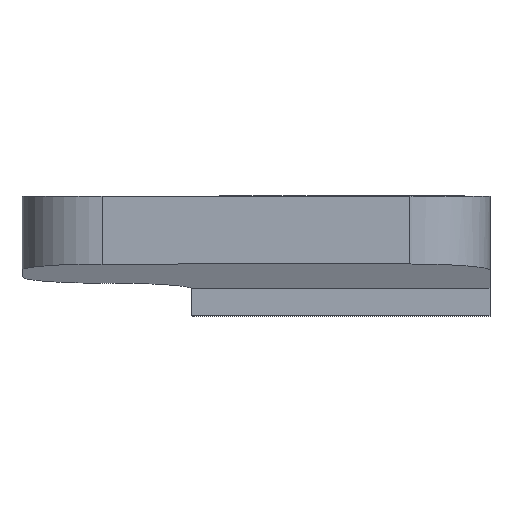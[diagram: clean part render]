
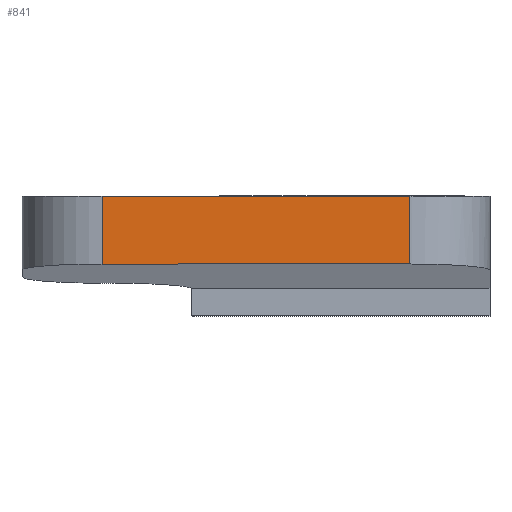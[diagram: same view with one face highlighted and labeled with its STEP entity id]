
A CAD part, front view. The second image highlights one B-rep face of the part: STEP entity #841.
In plain terms, the highlighted planar face has unit normal (0, -1, 0).
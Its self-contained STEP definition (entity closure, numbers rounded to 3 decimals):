
#213=CARTESIAN_POINT('Vertex',(1.7,14.2,-9.475)) ;
#216=CARTESIAN_POINT('Line Origine',(-2.15,14.2,-9.475)) ;
#220=CARTESIAN_POINT('Vertex',(-6.,14.2,-9.475)) ;
#593=CARTESIAN_POINT('Vertex',(-6.,14.2,-7.775)) ;
#596=CARTESIAN_POINT('Line Origine',(-2.15,14.2,-7.775)) ;
#600=CARTESIAN_POINT('Vertex',(1.7,14.2,-7.775)) ;
#796=CARTESIAN_POINT('Line Origine',(-6.,14.2,-17.775)) ;
#825=CARTESIAN_POINT('Axis2P3D Location',(0.,14.2,-7.775)) ;
#830=CARTESIAN_POINT('Line Origine',(1.7,14.2,-8.625)) ;
#217=DIRECTION('Vector Direction',(1.,0.,0.)) ;
#597=DIRECTION('Vector Direction',(1.,0.,0.)) ;
#797=DIRECTION('Vector Direction',(0.,0.,1.)) ;
#826=DIRECTION('Axis2P3D Direction',(0.,-1.,0.)) ;
#827=DIRECTION('Axis2P3D XDirection',(0.,0.,-1.)) ;
#831=DIRECTION('Vector Direction',(0.,0.,-1.)) ;
#828=AXIS2_PLACEMENT_3D('Plane Axis2P3D',#825,#826,#827) ;
#836=ORIENTED_EDGE('',*,*,#834,.T.) ;
#837=ORIENTED_EDGE('',*,*,#602,.F.) ;
#838=ORIENTED_EDGE('',*,*,#800,.T.) ;
#839=ORIENTED_EDGE('',*,*,#222,.T.) ;
#218=VECTOR('Line Direction',#217,1.) ;
#598=VECTOR('Line Direction',#597,1.) ;
#798=VECTOR('Line Direction',#797,1.) ;
#832=VECTOR('Line Direction',#831,1.) ;
#841=ADVANCED_FACE('Body.2',(#840),#829,.T.) ;
#222=EDGE_CURVE('',#221,#214,#219,.T.) ;
#602=EDGE_CURVE('',#594,#601,#599,.T.) ;
#800=EDGE_CURVE('',#594,#221,#799,.F.) ;
#834=EDGE_CURVE('',#214,#601,#833,.F.) ;
#835=EDGE_LOOP('',(#836,#837,#838,#839)) ;
#840=FACE_OUTER_BOUND('',#835,.T.) ;
#219=LINE('Line',#216,#218) ;
#599=LINE('Line',#596,#598) ;
#799=LINE('Line',#796,#798) ;
#833=LINE('Line',#830,#832) ;
#829=PLANE('Plane',#828) ;
#214=VERTEX_POINT('',#213) ;
#221=VERTEX_POINT('',#220) ;
#594=VERTEX_POINT('',#593) ;
#601=VERTEX_POINT('',#600) ;
